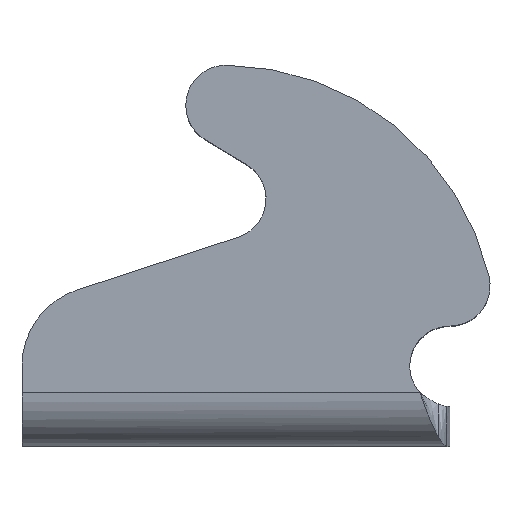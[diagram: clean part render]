
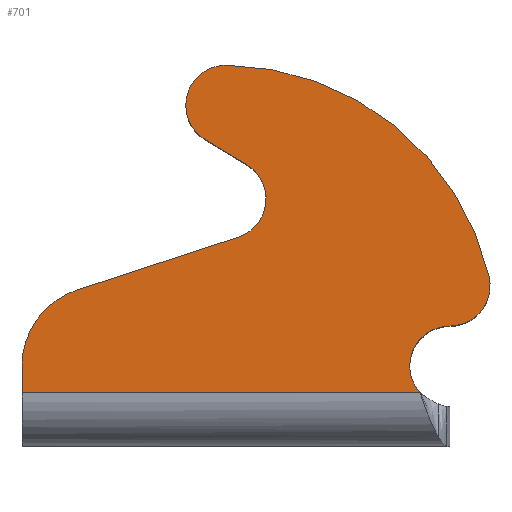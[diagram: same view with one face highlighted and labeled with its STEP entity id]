
A CAD part, top view. The second image highlights one B-rep face of the part: STEP entity #701.
In plain terms, the highlighted planar face has unit normal (0, 0, 1).
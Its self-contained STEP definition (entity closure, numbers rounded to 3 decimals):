
#25=PLANE('',#771);
#65=FACE_OUTER_BOUND('',#109,.T.);
#109=EDGE_LOOP('',(#549,#550,#551,#552,#553,#554,#555,#556,#557,#558));
#155=LINE('',#1202,#213);
#161=LINE('',#1224,#219);
#162=LINE('',#1228,#220);
#163=LINE('',#1231,#221);
#213=VECTOR('',#889,10.);
#219=VECTOR('',#915,10.);
#220=VECTOR('',#918,10.);
#221=VECTOR('',#921,10.);
#261=CIRCLE('',#772,3.);
#262=CIRCLE('',#773,3.);
#263=CIRCLE('',#774,20.4);
#264=CIRCLE('',#775,3.);
#265=CIRCLE('',#776,3.);
#266=CIRCLE('',#777,6.);
#314=VERTEX_POINT('',#1182);
#317=VERTEX_POINT('',#1201);
#319=VERTEX_POINT('',#1215);
#320=VERTEX_POINT('',#1217);
#321=VERTEX_POINT('',#1219);
#322=VERTEX_POINT('',#1221);
#323=VERTEX_POINT('',#1223);
#324=VERTEX_POINT('',#1225);
#325=VERTEX_POINT('',#1227);
#326=VERTEX_POINT('',#1229);
#396=EDGE_CURVE('',#317,#314,#155,.T.);
#403=EDGE_CURVE('',#319,#314,#261,.T.);
#404=EDGE_CURVE('',#320,#319,#262,.T.);
#405=EDGE_CURVE('',#321,#320,#263,.T.);
#406=EDGE_CURVE('',#322,#321,#264,.T.);
#407=EDGE_CURVE('',#323,#322,#161,.T.);
#408=EDGE_CURVE('',#324,#323,#265,.T.);
#409=EDGE_CURVE('',#325,#324,#162,.T.);
#410=EDGE_CURVE('',#326,#325,#266,.T.);
#411=EDGE_CURVE('',#317,#326,#163,.T.);
#549=ORIENTED_EDGE('',*,*,#396,.T.);
#550=ORIENTED_EDGE('',*,*,#403,.F.);
#551=ORIENTED_EDGE('',*,*,#404,.F.);
#552=ORIENTED_EDGE('',*,*,#405,.F.);
#553=ORIENTED_EDGE('',*,*,#406,.F.);
#554=ORIENTED_EDGE('',*,*,#407,.F.);
#555=ORIENTED_EDGE('',*,*,#408,.F.);
#556=ORIENTED_EDGE('',*,*,#409,.F.);
#557=ORIENTED_EDGE('',*,*,#410,.F.);
#558=ORIENTED_EDGE('',*,*,#411,.F.);
#701=ADVANCED_FACE('',(#65),#25,.T.);
#771=AXIS2_PLACEMENT_3D('',#1214,#905,#906);
#772=AXIS2_PLACEMENT_3D('',#1216,#907,#908);
#773=AXIS2_PLACEMENT_3D('',#1218,#909,#910);
#774=AXIS2_PLACEMENT_3D('',#1220,#911,#912);
#775=AXIS2_PLACEMENT_3D('',#1222,#913,#914);
#776=AXIS2_PLACEMENT_3D('',#1226,#916,#917);
#777=AXIS2_PLACEMENT_3D('',#1230,#919,#920);
#889=DIRECTION('',(1.,0.,0.));
#905=DIRECTION('center_axis',(0.,0.,
1.));
#906=DIRECTION('ref_axis',(1.,0.,0.));
#907=DIRECTION('center_axis',(0.,0.,
1.));
#908=DIRECTION('ref_axis',(0.,1.,0.));
#909=DIRECTION('center_axis',(0.,0.,
-1.));
#910=DIRECTION('ref_axis',(0.,1.,0.));
#911=DIRECTION('center_axis',(0.,0.,
-1.));
#912=DIRECTION('ref_axis',(-0.975,-0.224,0.));
#913=DIRECTION('center_axis',(0.,0.,
-1.));
#914=DIRECTION('ref_axis',(-0.012,-1.,0.));
#915=DIRECTION('',(-0.857,0.515,0.));
#916=DIRECTION('center_axis',(0.,0.,
1.));
#917=DIRECTION('ref_axis',(0.311,-0.95,0.));
#918=DIRECTION('',(0.95,0.311,0.));
#919=DIRECTION('center_axis',(0.,0.,
-1.));
#920=DIRECTION('ref_axis',(0.311,-0.95,0.));
#921=DIRECTION('',(0.,1.,0.));
#1182=CARTESIAN_POINT('',(29.764,4.,3.));
#1201=CARTESIAN_POINT('',(0.,4.,3.));
#1202=CARTESIAN_POINT('',(9.146,4.,3.));
#1214=CARTESIAN_POINT('Origin',(0.,0.356,3.));
#1215=CARTESIAN_POINT('',(32.,9.,3.));
#1216=CARTESIAN_POINT('Origin',(32.,6.,3.));
#1217=CARTESIAN_POINT('',(34.924,12.672,3.));
#1218=CARTESIAN_POINT('Origin',(32.,12.,3.));
#1219=CARTESIAN_POINT('',(15.286,28.5,3.));
#1220=CARTESIAN_POINT('Origin',(15.042,8.101,3.));
#1221=CARTESIAN_POINT('',(13.705,22.929,3.));
#1222=CARTESIAN_POINT('Origin',(15.25,25.5,3.));
#1223=CARTESIAN_POINT('',(16.795,21.071,3.));
#1224=CARTESIAN_POINT('',(16.795,21.071,3.));
#1225=CARTESIAN_POINT('',(16.184,15.649,3.));
#1226=CARTESIAN_POINT('Origin',(15.25,18.5,3.));
#1227=CARTESIAN_POINT('',(4.132,11.702,3.));
#1228=CARTESIAN_POINT('',(4.132,11.702,3.));
#1229=CARTESIAN_POINT('',(0.,6.,3.));
#1230=CARTESIAN_POINT('Origin',(6.,6.,3.));
#1231=CARTESIAN_POINT('',(0.,0.,3.));
